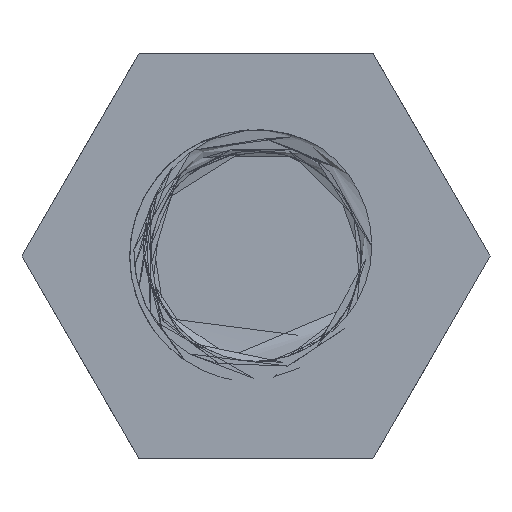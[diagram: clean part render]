
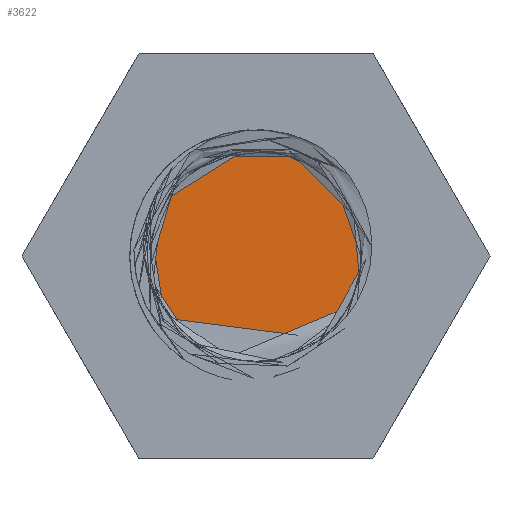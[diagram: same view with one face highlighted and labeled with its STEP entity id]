
A CAD part, front view. The second image highlights one B-rep face of the part: STEP entity #3622.
In plain terms, the highlighted planar face has unit normal (0, -1, 0).
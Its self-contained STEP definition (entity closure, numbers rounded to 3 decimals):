
#289 = DIRECTION ( 'NONE',  ( 0., 0., -1. ) ) ;
#422 = CARTESIAN_POINT ( 'NONE',  ( 0., 25., 0. ) ) ;
#673 = CARTESIAN_POINT ( 'NONE',  ( 0., 25., 0. ) ) ;
#895 = EDGE_CURVE ( 'NONE', #10420, #4892, #9206, .T. ) ;
#1185 = CARTESIAN_POINT ( 'NONE',  ( 0., 25., -3.375 ) ) ;
#1934 = CIRCLE ( 'NONE', #5572, 3.375 ) ;
#3520 = AXIS2_PLACEMENT_3D ( 'NONE', #10622, #6806, #4841 ) ;
#3622 = ADVANCED_FACE ( 'NONE', ( #5751 ), #9637, .T. ) ;
#4447 = ORIENTED_EDGE ( 'NONE', *, *, #8415, .T. ) ;
#4841 = DIRECTION ( 'NONE',  ( 0., 0., -1. ) ) ;
#4892 = VERTEX_POINT ( 'NONE', #10008 ) ;
#5287 = DIRECTION ( 'NONE',  ( 0., -1., 0. ) ) ;
#5299 = DIRECTION ( 'NONE',  ( 0., -1., 0. ) ) ;
#5360 = DIRECTION ( 'NONE',  ( 0., 0., -1. ) ) ;
#5572 = AXIS2_PLACEMENT_3D ( 'NONE', #673, #5299, #5360 ) ;
#5751 = FACE_OUTER_BOUND ( 'NONE', #9050, .T. ) ;
#6567 = AXIS2_PLACEMENT_3D ( 'NONE', #8682, #12547, #9949 ) ;
#6576 = EDGE_CURVE ( 'NONE', #10699, #10420, #8617, .T. ) ;
#6806 = DIRECTION ( 'NONE',  ( 0., -1., 0. ) ) ;
#6996 = AXIS2_PLACEMENT_3D ( 'NONE', #422, #5287, #289 ) ;
#8415 = EDGE_CURVE ( 'NONE', #4892, #10699, #1934, .T. ) ;
#8617 = CIRCLE ( 'NONE', #6996, 3.375 ) ;
#8682 = CARTESIAN_POINT ( 'NONE',  ( 0., 25., 0. ) ) ;
#9050 = EDGE_LOOP ( 'NONE', ( #10470, #4447, #9300 ) ) ;
#9206 = CIRCLE ( 'NONE', #3520, 3.375 ) ;
#9300 = ORIENTED_EDGE ( 'NONE', *, *, #6576, .T. ) ;
#9637 = PLANE ( 'NONE',  #6567 ) ;
#9949 = DIRECTION ( 'NONE',  ( 0., 0., -1. ) ) ;
#10008 = CARTESIAN_POINT ( 'NONE',  ( -2.734, 25., -1.978 ) ) ;
#10420 = VERTEX_POINT ( 'NONE', #11124 ) ;
#10470 = ORIENTED_EDGE ( 'NONE', *, *, #895, .T. ) ;
#10622 = CARTESIAN_POINT ( 'NONE',  ( 0., 25., 0. ) ) ;
#10699 = VERTEX_POINT ( 'NONE', #1185 ) ;
#11124 = CARTESIAN_POINT ( 'NONE',  ( 1.973, 25., -2.738 ) ) ;
#12547 = DIRECTION ( 'NONE',  ( 0., -1., 0. ) ) ;
